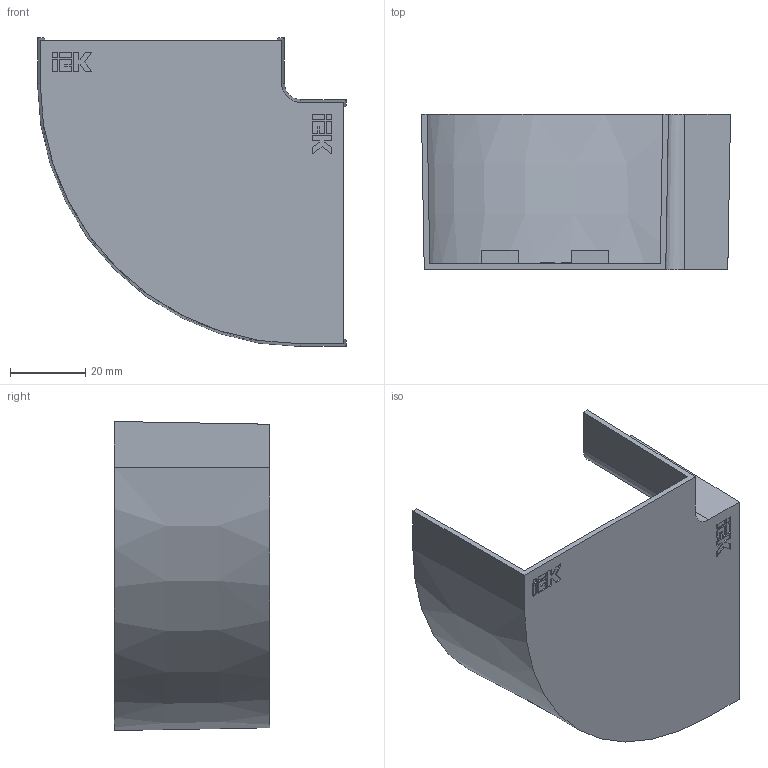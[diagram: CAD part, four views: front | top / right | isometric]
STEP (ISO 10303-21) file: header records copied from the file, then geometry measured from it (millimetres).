
FILE_DESCRIPTION (( 'STEP AP214' ), '1' );
FILE_NAME ('ÊÌÏ 60õ40_èçì.1.STEP', '2016-06-22T08:35:55', ( '' ), ( '' ), 'SwSTEP 2.0', 'SolidWorks 2014', '' );
FILE_SCHEMA (( 'AUTOMOTIVE_DESIGN' ));
Length unit declared in the file: millimetre
Products named in the file (1): ÊÌÏ 60õ40_èçì.1
Bounding box: 82.14 x 41.3 x 82.14 mm (x, y, z)
Volume: 17740.9 mm3; surface area: 24571.1 mm2
Topology: 1 solids, 1 shells, 295 faces, 804 edges, 536 vertices
Faces by surface type: plane 200, bspline 87, cylinder 4, cone 4
Entity records: 11742 total; most frequent: CARTESIAN_POINT 4819, ORIENTED_EDGE 1608, DIRECTION 1064, EDGE_CURVE 804, LINE 614, VECTOR 614, VERTEX_POINT 536, EDGE_LOOP 320
